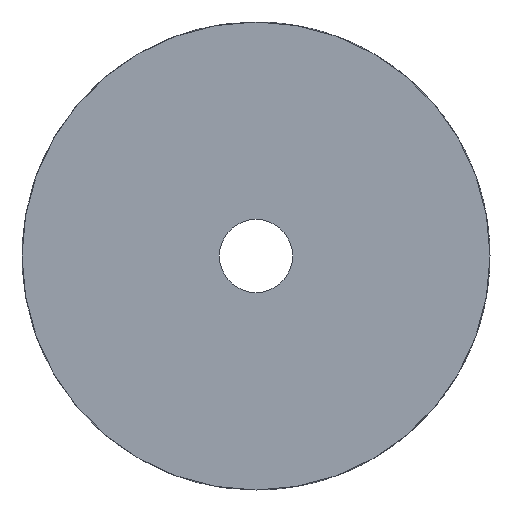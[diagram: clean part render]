
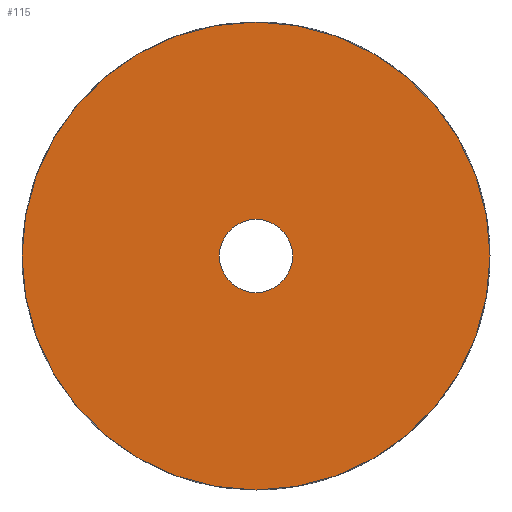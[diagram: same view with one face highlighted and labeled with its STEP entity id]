
A CAD part, front view. The second image highlights one B-rep face of the part: STEP entity #115.
In plain terms, the highlighted planar face has unit normal (0, -1, 0).
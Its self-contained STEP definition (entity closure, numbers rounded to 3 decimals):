
#1 = EDGE_CURVE ( 'NONE', #35, #75, #117, .T. ) ;
#8 = VERTEX_POINT ( 'NONE', #160 ) ;
#14 = VERTEX_POINT ( 'NONE', #58 ) ;
#16 = EDGE_CURVE ( 'NONE', #8, #14, #193, .T. ) ;
#19 = CARTESIAN_POINT ( 'NONE',  ( 0., 0., 0. ) ) ;
#35 = VERTEX_POINT ( 'NONE', #62 ) ;
#36 = CARTESIAN_POINT ( 'NONE',  ( 0., 0., 0. ) ) ;
#38 = AXIS2_PLACEMENT_3D ( 'NONE', #237, #150, #216 ) ;
#58 = CARTESIAN_POINT ( 'NONE',  ( 0., 0., -8. ) ) ;
#60 = DIRECTION ( 'NONE',  ( 0., 1., 0. ) ) ;
#62 = CARTESIAN_POINT ( 'NONE',  ( 0., 0., -1.25 ) ) ;
#64 = DIRECTION ( 'NONE',  ( 0., 1., 0. ) ) ;
#65 = AXIS2_PLACEMENT_3D ( 'NONE', #227, #123, #138 ) ;
#69 = FACE_OUTER_BOUND ( 'NONE', #151, .T. ) ;
#74 = DIRECTION ( 'NONE',  ( 0., 1., 0. ) ) ;
#75 = VERTEX_POINT ( 'NONE', #275 ) ;
#84 = CIRCLE ( 'NONE', #175, 1.25 ) ;
#96 = CARTESIAN_POINT ( 'NONE',  ( 0., 0., 0. ) ) ;
#115 = ADVANCED_FACE ( 'NONE', ( #69, #191 ), #146, .F. ) ;
#117 = CIRCLE ( 'NONE', #65, 1.25 ) ;
#121 = DIRECTION ( 'NONE',  ( 0., 0., 1. ) ) ;
#123 = DIRECTION ( 'NONE',  ( 0., 1., 0. ) ) ;
#138 = DIRECTION ( 'NONE',  ( 0., 0., 1. ) ) ;
#141 = EDGE_LOOP ( 'NONE', ( #250, #206 ) ) ;
#146 = PLANE ( 'NONE',  #239 ) ;
#150 = DIRECTION ( 'NONE',  ( 0., 1., 0. ) ) ;
#151 = EDGE_LOOP ( 'NONE', ( #173, #225 ) ) ;
#153 = CIRCLE ( 'NONE', #38, 8. ) ;
#160 = CARTESIAN_POINT ( 'NONE',  ( 0., 0., 8. ) ) ;
#173 = ORIENTED_EDGE ( 'NONE', *, *, #200, .F. ) ;
#175 = AXIS2_PLACEMENT_3D ( 'NONE', #96, #74, #266 ) ;
#191 = FACE_BOUND ( 'NONE', #141, .T. ) ;
#193 = CIRCLE ( 'NONE', #258, 8. ) ;
#200 = EDGE_CURVE ( 'NONE', #14, #8, #153, .T. ) ;
#206 = ORIENTED_EDGE ( 'NONE', *, *, #221, .T. ) ;
#216 = DIRECTION ( 'NONE',  ( 0., 0., 1. ) ) ;
#221 = EDGE_CURVE ( 'NONE', #75, #35, #84, .T. ) ;
#225 = ORIENTED_EDGE ( 'NONE', *, *, #16, .F. ) ;
#227 = CARTESIAN_POINT ( 'NONE',  ( 0., 0., 0. ) ) ;
#237 = CARTESIAN_POINT ( 'NONE',  ( 0., 0., 0. ) ) ;
#238 = DIRECTION ( 'NONE',  ( 0., 0., 1. ) ) ;
#239 = AXIS2_PLACEMENT_3D ( 'NONE', #19, #64, #238 ) ;
#250 = ORIENTED_EDGE ( 'NONE', *, *, #1, .T. ) ;
#258 = AXIS2_PLACEMENT_3D ( 'NONE', #36, #60, #121 ) ;
#266 = DIRECTION ( 'NONE',  ( 0., 0., 1. ) ) ;
#275 = CARTESIAN_POINT ( 'NONE',  ( 0., 0., 1.25 ) ) ;
